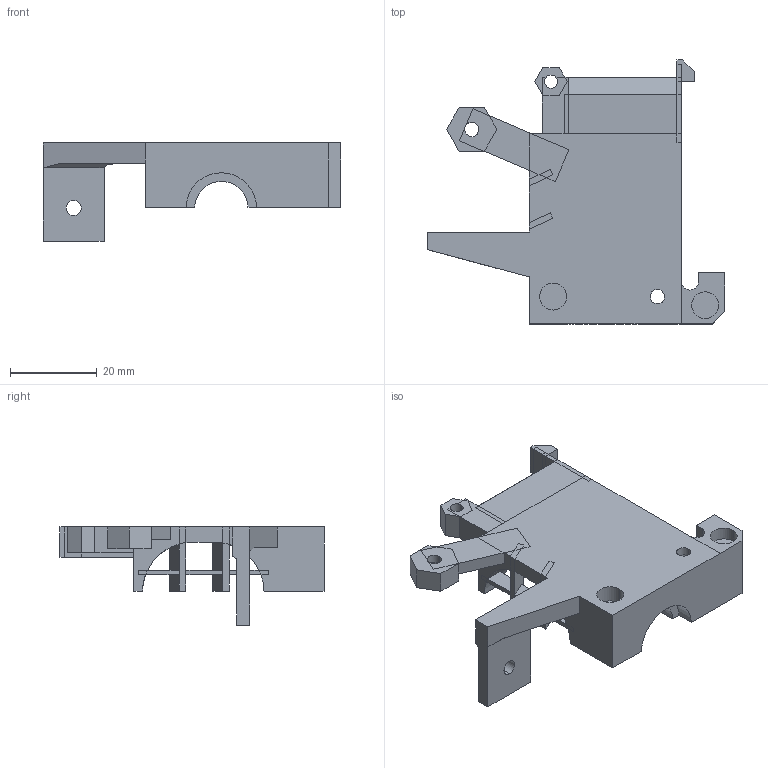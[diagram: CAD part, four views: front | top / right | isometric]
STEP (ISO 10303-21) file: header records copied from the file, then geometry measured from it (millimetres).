
FILE_DESCRIPTION (( 'STEP AP203' ), '1' );
FILE_NAME ('extruder-cover.step', '2020-06-12T00:19:33', ( 'bruno' ), ( '' ), 'SwSTEP 2.0', 'SolidWorks 2018', '' );
FILE_SCHEMA (( 'CONFIG_CONTROL_DESIGN' ));
Length unit declared in the file: millimetre
Products named in the file (1): extruder-cover
Bounding box: 68.5 x 60.8 x 22.6 mm (x, y, z)
Volume: 15558.4 mm3; surface area: 10092.8 mm2
Topology: 1 solids, 1 shells, 194 faces, 524 edges, 332 vertices
Faces by surface type: plane 162, cylinder 31, cone 1
Entity records: 6580 total; most frequent: CARTESIAN_POINT 1597, ORIENTED_EDGE 1048, DIRECTION 973, EDGE_CURVE 524, LINE 435, VECTOR 435, VERTEX_POINT 332, AXIS2_PLACEMENT_3D 269
